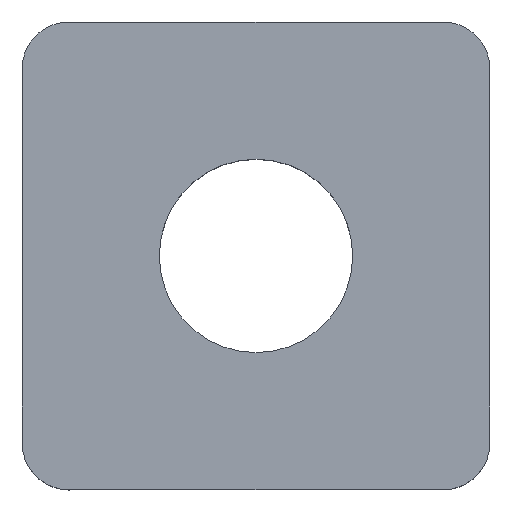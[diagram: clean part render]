
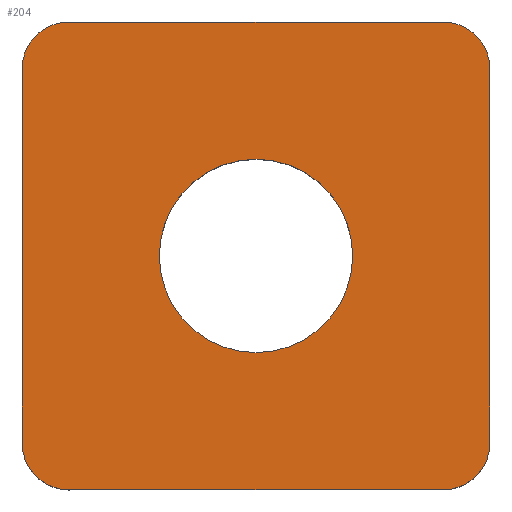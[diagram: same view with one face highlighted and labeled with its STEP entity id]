
A CAD part, top view. The second image highlights one B-rep face of the part: STEP entity #204.
In plain terms, the highlighted planar face has unit normal (0, 0, 1).
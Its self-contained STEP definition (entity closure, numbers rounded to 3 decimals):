
#15=FACE_BOUND('',#44,.T.);
#21=PLANE('',#248);
#32=FACE_OUTER_BOUND('',#43,.T.);
#43=EDGE_LOOP('',(#172,#173,#174,#175,#176,#177,#178,#179));
#44=EDGE_LOOP('',(#180));
#52=LINE('',#332,#69);
#56=LINE('',#344,#73);
#60=LINE('',#356,#77);
#63=LINE('',#365,#80);
#69=VECTOR('',#271,8.);
#73=VECTOR('',#283,8.);
#77=VECTOR('',#295,8.);
#80=VECTOR('',#306,8.);
#81=CIRCLE('',#230,2.067);
#84=CIRCLE('',#234,1.);
#86=CIRCLE('',#238,1.);
#88=CIRCLE('',#242,1.);
#90=CIRCLE('',#246,1.);
#91=VERTEX_POINT('',#313);
#93=VERTEX_POINT('',#319);
#96=VERTEX_POINT('',#324);
#98=VERTEX_POINT('',#330);
#100=VERTEX_POINT('',#336);
#102=VERTEX_POINT('',#342);
#104=VERTEX_POINT('',#348);
#106=VERTEX_POINT('',#354);
#108=VERTEX_POINT('',#360);
#109=EDGE_CURVE('',#91,#91,#81,.T.);
#115=EDGE_CURVE('',#93,#96,#84,.T.);
#118=EDGE_CURVE('',#96,#98,#52,.T.);
#121=EDGE_CURVE('',#98,#100,#86,.T.);
#124=EDGE_CURVE('',#100,#102,#56,.T.);
#127=EDGE_CURVE('',#102,#104,#88,.T.);
#130=EDGE_CURVE('',#104,#106,#60,.T.);
#133=EDGE_CURVE('',#106,#108,#90,.T.);
#135=EDGE_CURVE('',#108,#93,#63,.T.);
#172=ORIENTED_EDGE('',*,*,#115,.T.);
#173=ORIENTED_EDGE('',*,*,#118,.T.);
#174=ORIENTED_EDGE('',*,*,#121,.T.);
#175=ORIENTED_EDGE('',*,*,#124,.T.);
#176=ORIENTED_EDGE('',*,*,#127,.T.);
#177=ORIENTED_EDGE('',*,*,#130,.T.);
#178=ORIENTED_EDGE('',*,*,#133,.T.);
#179=ORIENTED_EDGE('',*,*,#135,.T.);
#180=ORIENTED_EDGE('',*,*,#109,.T.);
#204=ADVANCED_FACE('',(#32,#15),#21,.T.);
#230=AXIS2_PLACEMENT_3D('',#314,#254,#255);
#234=AXIS2_PLACEMENT_3D('',#326,#265,#266);
#238=AXIS2_PLACEMENT_3D('',#338,#277,#278);
#242=AXIS2_PLACEMENT_3D('',#350,#289,#290);
#246=AXIS2_PLACEMENT_3D('',#362,#301,#302);
#248=AXIS2_PLACEMENT_3D('',#366,#307,#308);
#254=DIRECTION('center_axis',(0.,0.,-1.));
#255=DIRECTION('ref_axis',(1.,0.,0.));
#265=DIRECTION('center_axis',(0.,0.,1.));
#266=DIRECTION('ref_axis',(1.,0.,0.));
#271=DIRECTION('',(1.,0.,0.));
#277=DIRECTION('center_axis',(0.,0.,1.));
#278=DIRECTION('ref_axis',(1.,0.,0.));
#283=DIRECTION('',(0.,1.,0.));
#289=DIRECTION('center_axis',(0.,0.,1.));
#290=DIRECTION('ref_axis',(1.,0.,0.));
#295=DIRECTION('',(-1.,0.,0.));
#301=DIRECTION('center_axis',(0.,0.,1.));
#302=DIRECTION('ref_axis',(1.,0.,0.));
#306=DIRECTION('',(0.,-1.,0.));
#307=DIRECTION('center_axis',(0.,0.,1.));
#308=DIRECTION('ref_axis',(1.,0.,0.));
#313=CARTESIAN_POINT('',(-2.067,0.,0.));
#314=CARTESIAN_POINT('Origin',(0.,0.,0.));
#319=CARTESIAN_POINT('',(-5.,-4.,0.));
#324=CARTESIAN_POINT('',(-4.,-5.,0.));
#326=CARTESIAN_POINT('Origin',(-4.,-4.,0.));
#330=CARTESIAN_POINT('',(4.,-5.,0.));
#332=CARTESIAN_POINT('',(-4.,-5.,0.));
#336=CARTESIAN_POINT('',(5.,-4.,0.));
#338=CARTESIAN_POINT('Origin',(4.,-4.,0.));
#342=CARTESIAN_POINT('',(5.,4.,0.));
#344=CARTESIAN_POINT('',(5.,-4.,0.));
#348=CARTESIAN_POINT('',(4.,5.,0.));
#350=CARTESIAN_POINT('Origin',(4.,4.,0.));
#354=CARTESIAN_POINT('',(-4.,5.,0.));
#356=CARTESIAN_POINT('',(4.,5.,0.));
#360=CARTESIAN_POINT('',(-5.,4.,0.));
#362=CARTESIAN_POINT('Origin',(-4.,4.,0.));
#365=CARTESIAN_POINT('',(-5.,4.,0.));
#366=CARTESIAN_POINT('Origin',(-6.,-6.,0.));
